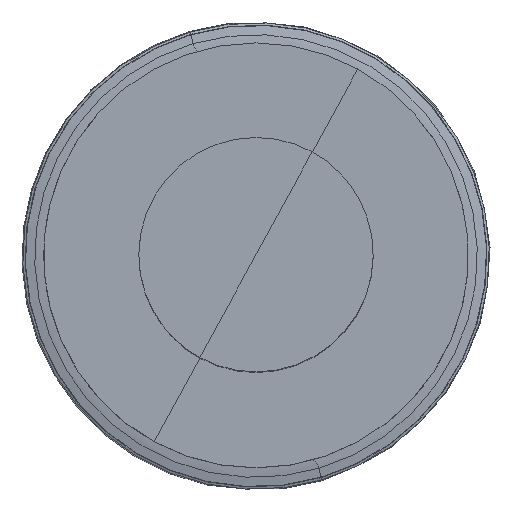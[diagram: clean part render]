
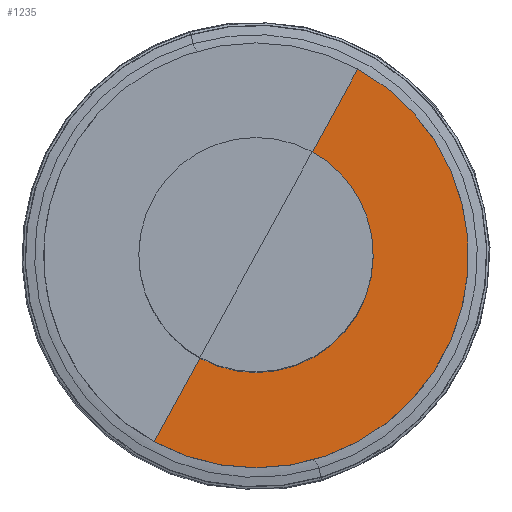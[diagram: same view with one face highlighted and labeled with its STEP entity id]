
A CAD part, top view. The second image highlights one B-rep face of the part: STEP entity #1235.
In plain terms, the highlighted planar face has unit normal (0, 0, 1).
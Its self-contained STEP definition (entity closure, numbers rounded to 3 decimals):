
#258=CARTESIAN_POINT('',(0.,0.,43.));
#259=DIRECTION('',(0.,0.,-1.));
#260=DIRECTION('',(0.,-1.,0.));
#261=AXIS2_PLACEMENT_3D('',#258,#259,#260);
#266=CARTESIAN_POINT('',(0.,0.,43.));
#267=DIRECTION('',(0.,0.,-1.));
#268=DIRECTION('',(0.878,0.479,0.));
#269=AXIS2_PLACEMENT_3D('',#266,#267,#268);
#274=CARTESIAN_POINT('',(0.,0.,43.));
#275=DIRECTION('',(0.,0.,-1.));
#276=DIRECTION('',(0.479,0.878,0.));
#277=AXIS2_PLACEMENT_3D('',#274,#275,#276);
#282=DIRECTION('',(-0.479,-0.878,0.));
#283=VECTOR('',#282,6.5);
#284=CARTESIAN_POINT('',(6.952,12.725,43.));
#285=LINE('',#284,#283);
#289=CARTESIAN_POINT('',(0.,0.,43.));
#290=DIRECTION('',(0.,0.,1.));
#291=DIRECTION('',(0.479,-0.878,0.));
#292=AXIS2_PLACEMENT_3D('',#289,#290,#291);
#297=CARTESIAN_POINT('',(0.,0.,43.));
#298=DIRECTION('',(0.,0.,1.));
#299=DIRECTION('',(0.,-1.,0.));
#300=AXIS2_PLACEMENT_3D('',#297,#298,#299);
#305=CARTESIAN_POINT('',(0.,0.,43.));
#306=DIRECTION('',(0.,0.,1.));
#307=DIRECTION('',(-0.479,-0.878,0.));
#308=AXIS2_PLACEMENT_3D('',#305,#306,#307);
#337=DIRECTION('',(0.479,0.878,0.));
#338=VECTOR('',#337,6.5);
#339=CARTESIAN_POINT('',(-6.952,-12.725,43.));
#340=LINE('',#339,#338);
#1078=CARTESIAN_POINT('',(-6.952,-12.725,43.));
#1079=CARTESIAN_POINT('',(-3.835,-7.021,43.));
#1080=VERTEX_POINT('',#1078);
#1081=VERTEX_POINT('',#1079);
#1082=CARTESIAN_POINT('',(0.,-14.5,43.));
#1083=CARTESIAN_POINT('',(6.952,-12.725,43.));
#1084=VERTEX_POINT('',#1082);
#1085=VERTEX_POINT('',#1083);
#1086=CARTESIAN_POINT('',(6.952,12.725,43.));
#1087=VERTEX_POINT('',#1086);
#1088=CARTESIAN_POINT('',(3.835,7.021,43.));
#1089=VERTEX_POINT('',#1088);
#1090=CARTESIAN_POINT('',(7.021,3.835,43.));
#1091=VERTEX_POINT('',#1090);
#1092=CARTESIAN_POINT('',(0.,-8.,43.));
#1093=VERTEX_POINT('',#1092);
#1212=CARTESIAN_POINT('',(-9.771,0.,43.));
#1213=DIRECTION('',(0.,0.,1.));
#1214=DIRECTION('',(0.,1.,0.));
#1215=AXIS2_PLACEMENT_3D('',#1212,#1213,#1214);
#1216=PLANE('',#1215);
#1218=ORIENTED_EDGE('',*,*,#1217,.T.);
#1220=ORIENTED_EDGE('',*,*,#1219,.F.);
#1222=ORIENTED_EDGE('',*,*,#1221,.F.);
#1224=ORIENTED_EDGE('',*,*,#1223,.F.);
#1226=ORIENTED_EDGE('',*,*,#1225,.F.);
#1228=ORIENTED_EDGE('',*,*,#1227,.F.);
#1230=ORIENTED_EDGE('',*,*,#1229,.F.);
#1232=ORIENTED_EDGE('',*,*,#1231,.F.);
#1233=EDGE_LOOP('',(#1218,#1220,#1222,#1224,#1226,#1228,#1230,#1232));
#1234=FACE_OUTER_BOUND('',#1233,.F.);
#1235=ADVANCED_FACE('',(#1234),#1216,.T.);
#262=CIRCLE('',#261,8.);
#270=CIRCLE('',#269,8.);
#278=CIRCLE('',#277,8.);
#293=CIRCLE('',#292,14.5);
#301=CIRCLE('',#300,14.5);
#309=CIRCLE('',#308,14.5);
#1217=EDGE_CURVE('',#1080,#1081,#340,.T.);
#1219=EDGE_CURVE('',#1093,#1081,#262,.T.);
#1221=EDGE_CURVE('',#1091,#1093,#270,.T.);
#1223=EDGE_CURVE('',#1089,#1091,#278,.T.);
#1225=EDGE_CURVE('',#1087,#1089,#285,.T.);
#1227=EDGE_CURVE('',#1085,#1087,#293,.T.);
#1229=EDGE_CURVE('',#1084,#1085,#301,.T.);
#1231=EDGE_CURVE('',#1080,#1084,#309,.T.);
